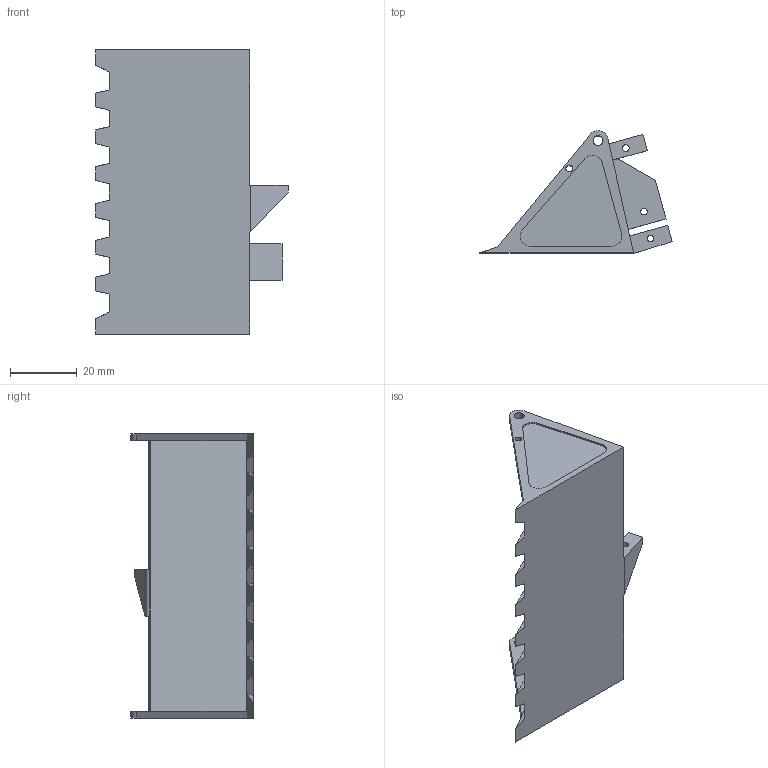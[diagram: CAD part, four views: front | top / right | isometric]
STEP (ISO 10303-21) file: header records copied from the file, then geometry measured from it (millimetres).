
FILE_DESCRIPTION (( 'STEP AP203' ), '1' );
FILE_NAME ('7.) Bucket 2.1.STEP', '2023-09-26T15:39:07', ( '' ), ( '' ), 'SwSTEP 2.0', 'SolidWorks 2023', '' );
FILE_SCHEMA (( 'CONFIG_CONTROL_DESIGN' ));
Length unit declared in the file: millimetre
Products named in the file (1): 7.) Bucket 2.1
Bounding box: 57.54 x 36.63 x 85 mm (x, y, z)
Volume: 17748.9 mm3; surface area: 17299.6 mm2
Topology: 1 solids, 1 shells, 93 faces, 249 edges, 161 vertices
Faces by surface type: plane 65, cylinder 28
Entity records: 2980 total; most frequent: CARTESIAN_POINT 516, ORIENTED_EDGE 498, DIRECTION 485, EDGE_CURVE 249, VECTOR 193, LINE 193, VERTEX_POINT 161, AXIS2_PLACEMENT_3D 146
